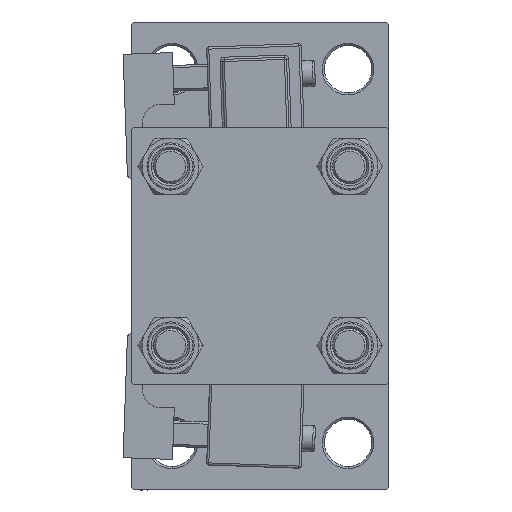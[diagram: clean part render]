
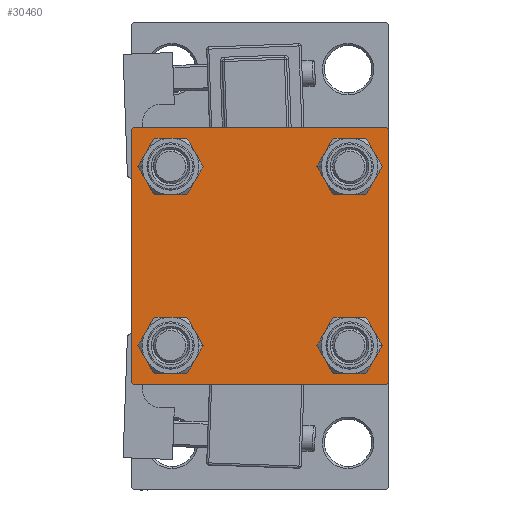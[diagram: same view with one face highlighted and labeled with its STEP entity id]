
A CAD part, left-side view. The second image highlights one B-rep face of the part: STEP entity #30460.
In plain terms, the highlighted planar face has unit normal (-1, 0, 0).
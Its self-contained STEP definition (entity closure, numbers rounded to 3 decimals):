
#104 = DIRECTION ( 'NONE',  ( 1., 0., 0. ) ) ;
#232 = CARTESIAN_POINT ( 'NONE',  ( 0., 29.75, 29.75 ) ) ;
#1156 = VERTEX_POINT ( 'NONE', #48147 ) ;
#1266 = EDGE_CURVE ( 'NONE', #49005, #30573, #37216, .T. ) ;
#1479 = EDGE_CURVE ( 'NONE', #22286, #1938, #34278, .T. ) ;
#1938 = VERTEX_POINT ( 'NONE', #40153 ) ;
#2019 = CIRCLE ( 'NONE', #3674, 4.5 ) ;
#2081 = ORIENTED_EDGE ( 'NONE', *, *, #34578, .T. ) ;
#2421 = DIRECTION ( 'NONE',  ( 0., 0., 1. ) ) ;
#2595 = ORIENTED_EDGE ( 'NONE', *, *, #36316, .T. ) ;
#2924 = AXIS2_PLACEMENT_3D ( 'NONE', #3893, #50700, #38989 ) ;
#3142 = CARTESIAN_POINT ( 'NONE',  ( 0., 20.85, -20.85 ) ) ;
#3510 = DIRECTION ( 'NONE',  ( 0., -0.707, 0.707 ) ) ;
#3674 = AXIS2_PLACEMENT_3D ( 'NONE', #32057, #104, #31798 ) ;
#3893 = CARTESIAN_POINT ( 'NONE',  ( 0., -20.85, 20.85 ) ) ;
#3911 = CARTESIAN_POINT ( 'NONE',  ( 0., 20.85, -20.85 ) ) ;
#4028 = ORIENTED_EDGE ( 'NONE', *, *, #49672, .T. ) ;
#4122 = DIRECTION ( 'NONE',  ( 1., 0., 0. ) ) ;
#4813 = CARTESIAN_POINT ( 'NONE',  ( 0., -29.5, -30. ) ) ;
#5324 = ORIENTED_EDGE ( 'NONE', *, *, #32629, .T. ) ;
#5478 = CARTESIAN_POINT ( 'NONE',  ( 0., -20.85, 25.35 ) ) ;
#5819 = VERTEX_POINT ( 'NONE', #31176 ) ;
#5912 = EDGE_CURVE ( 'NONE', #5819, #1156, #8037, .T. ) ;
#5998 = FACE_BOUND ( 'NONE', #45150, .T. ) ;
#6035 = DIRECTION ( 'NONE',  ( 0., 0., 1. ) ) ;
#8037 = LINE ( 'NONE', #232, #37291 ) ;
#8217 = DIRECTION ( 'NONE',  ( 0., 0., -1. ) ) ;
#8339 = CARTESIAN_POINT ( 'NONE',  ( 0., 20.85, 16.35 ) ) ;
#9160 = ORIENTED_EDGE ( 'NONE', *, *, #10077, .T. ) ;
#9673 = EDGE_LOOP ( 'NONE', ( #13082, #46936, #4028, #44792, #9991, #5324, #11201, #12423 ) ) ;
#9865 = VECTOR ( 'NONE', #10136, 1000. ) ;
#9991 = ORIENTED_EDGE ( 'NONE', *, *, #36552, .F. ) ;
#10077 = EDGE_CURVE ( 'NONE', #30314, #14062, #36597, .T. ) ;
#10136 = DIRECTION ( 'NONE',  ( 0., -0.707, -0.707 ) ) ;
#10152 = DIRECTION ( 'NONE',  ( -1., 0., 0. ) ) ;
#10450 = ORIENTED_EDGE ( 'NONE', *, *, #26904, .T. ) ;
#10721 = DIRECTION ( 'NONE',  ( 0., 0., 1. ) ) ;
#11129 = VERTEX_POINT ( 'NONE', #37449 ) ;
#11201 = ORIENTED_EDGE ( 'NONE', *, *, #29663, .F. ) ;
#11883 = CARTESIAN_POINT ( 'NONE',  ( 0., -30., 29.5 ) ) ;
#12423 = ORIENTED_EDGE ( 'NONE', *, *, #5912, .T. ) ;
#12847 = VECTOR ( 'NONE', #31673, 1000. ) ;
#13082 = ORIENTED_EDGE ( 'NONE', *, *, #30468, .T. ) ;
#13457 = CARTESIAN_POINT ( 'NONE',  ( 0., 20.85, -16.35 ) ) ;
#14061 = PLANE ( 'NONE',  #20189 ) ;
#14062 = VERTEX_POINT ( 'NONE', #23270 ) ;
#14578 = CARTESIAN_POINT ( 'NONE',  ( 0., -30., 30. ) ) ;
#14903 = CARTESIAN_POINT ( 'NONE',  ( 0., -20.85, -20.85 ) ) ;
#15372 = EDGE_LOOP ( 'NONE', ( #29552, #10450 ) ) ;
#16469 = EDGE_CURVE ( 'NONE', #30243, #18785, #20140, .T. ) ;
#16551 = CARTESIAN_POINT ( 'NONE',  ( 0., 30., 30. ) ) ;
#17737 = DIRECTION ( 'NONE',  ( 0., 0., -1. ) ) ;
#18023 = DIRECTION ( 'NONE',  ( 0., -1., 0. ) ) ;
#18258 = DIRECTION ( 'NONE',  ( 1., 0., 0. ) ) ;
#18366 = LINE ( 'NONE', #37839, #33575 ) ;
#18785 = VERTEX_POINT ( 'NONE', #21452 ) ;
#18979 = CARTESIAN_POINT ( 'NONE',  ( 0., 20.85, -25.35 ) ) ;
#20140 = CIRCLE ( 'NONE', #22668, 4.5 ) ;
#20189 = AXIS2_PLACEMENT_3D ( 'NONE', #45761, #10152, #26008 ) ;
#20777 = LINE ( 'NONE', #40259, #12847 ) ;
#20857 = AXIS2_PLACEMENT_3D ( 'NONE', #46075, #29963, #10721 ) ;
#21400 = CARTESIAN_POINT ( 'NONE',  ( 0., -29.5, 30. ) ) ;
#21452 = CARTESIAN_POINT ( 'NONE',  ( 0., 20.85, 25.35 ) ) ;
#21851 = FACE_BOUND ( 'NONE', #47116, .T. ) ;
#21871 = VECTOR ( 'NONE', #8217, 1000. ) ;
#22286 = VERTEX_POINT ( 'NONE', #27105 ) ;
#22668 = AXIS2_PLACEMENT_3D ( 'NONE', #38705, #34546, #51439 ) ;
#23270 = CARTESIAN_POINT ( 'NONE',  ( 0., -20.85, 16.35 ) ) ;
#23787 = VERTEX_POINT ( 'NONE', #4813 ) ;
#25006 = VERTEX_POINT ( 'NONE', #21400 ) ;
#25349 = CIRCLE ( 'NONE', #2924, 4.5 ) ;
#25560 = EDGE_CURVE ( 'NONE', #38098, #11129, #34201, .T. ) ;
#26008 = DIRECTION ( 'NONE',  ( 0., 0., 1. ) ) ;
#26411 = CARTESIAN_POINT ( 'NONE',  ( 0., -20.85, -16.35 ) ) ;
#26515 = LINE ( 'NONE', #16551, #21871 ) ;
#26904 = EDGE_CURVE ( 'NONE', #30573, #49005, #34315, .T. ) ;
#27063 = DIRECTION ( 'NONE',  ( 1., 0., 0. ) ) ;
#27105 = CARTESIAN_POINT ( 'NONE',  ( 0., 30., -29.5 ) ) ;
#27162 = LINE ( 'NONE', #39364, #44702 ) ;
#28739 = CIRCLE ( 'NONE', #30419, 4.5 ) ;
#29270 = DIRECTION ( 'NONE',  ( 0., 0.707, 0.707 ) ) ;
#29475 = EDGE_CURVE ( 'NONE', #18785, #30243, #2019, .T. ) ;
#29552 = ORIENTED_EDGE ( 'NONE', *, *, #1266, .T. ) ;
#29663 = EDGE_CURVE ( 'NONE', #5819, #25006, #20777, .T. ) ;
#29963 = DIRECTION ( 'NONE',  ( 1., 0., 0. ) ) ;
#29991 = ORIENTED_EDGE ( 'NONE', *, *, #25560, .T. ) ;
#30243 = VERTEX_POINT ( 'NONE', #8339 ) ;
#30314 = VERTEX_POINT ( 'NONE', #5478 ) ;
#30386 = CARTESIAN_POINT ( 'NONE',  ( 0., 29.75, -29.75 ) ) ;
#30419 = AXIS2_PLACEMENT_3D ( 'NONE', #14903, #30728, #2421 ) ;
#30460 = ADVANCED_FACE ( 'NONE', ( #5998, #21851, #37687, #49654, #49905 ), #14061, .T. ) ;
#30468 = EDGE_CURVE ( 'NONE', #1156, #22286, #26515, .T. ) ;
#30573 = VERTEX_POINT ( 'NONE', #18979 ) ;
#30728 = DIRECTION ( 'NONE',  ( 1., 0., 0. ) ) ;
#31176 = CARTESIAN_POINT ( 'NONE',  ( 0., 29.5, 30. ) ) ;
#31673 = DIRECTION ( 'NONE',  ( 0., -1., 0. ) ) ;
#31702 = DIRECTION ( 'NONE',  ( 0., 0., 1. ) ) ;
#31798 = DIRECTION ( 'NONE',  ( 0., 0., 1. ) ) ;
#31893 = CARTESIAN_POINT ( 'NONE',  ( 0., -30., -29.5 ) ) ;
#31940 = VECTOR ( 'NONE', #18023, 1000. ) ;
#32057 = CARTESIAN_POINT ( 'NONE',  ( 0., 20.85, 20.85 ) ) ;
#32629 = EDGE_CURVE ( 'NONE', #33580, #25006, #18366, .T. ) ;
#33546 = LINE ( 'NONE', #14578, #44523 ) ;
#33575 = VECTOR ( 'NONE', #29270, 1000. ) ;
#33580 = VERTEX_POINT ( 'NONE', #11883 ) ;
#34201 = CIRCLE ( 'NONE', #45878, 4.5 ) ;
#34278 = LINE ( 'NONE', #30386, #9865 ) ;
#34315 = CIRCLE ( 'NONE', #37622, 4.5 ) ;
#34546 = DIRECTION ( 'NONE',  ( 1., 0., 0. ) ) ;
#34578 = EDGE_CURVE ( 'NONE', #14062, #30314, #25349, .T. ) ;
#36061 = DIRECTION ( 'NONE',  ( 0., 0., 1. ) ) ;
#36289 = EDGE_LOOP ( 'NONE', ( #45989, #44466 ) ) ;
#36316 = EDGE_CURVE ( 'NONE', #11129, #38098, #28739, .T. ) ;
#36552 = EDGE_CURVE ( 'NONE', #33580, #48911, #33546, .T. ) ;
#36597 = CIRCLE ( 'NONE', #20857, 4.5 ) ;
#37216 = CIRCLE ( 'NONE', #50513, 4.5 ) ;
#37291 = VECTOR ( 'NONE', #47792, 1000. ) ;
#37449 = CARTESIAN_POINT ( 'NONE',  ( 0., -20.85, -25.35 ) ) ;
#37622 = AXIS2_PLACEMENT_3D ( 'NONE', #3142, #18258, #6035 ) ;
#37687 = FACE_BOUND ( 'NONE', #15372, .T. ) ;
#37839 = CARTESIAN_POINT ( 'NONE',  ( 0., -29.75, 29.75 ) ) ;
#38098 = VERTEX_POINT ( 'NONE', #26411 ) ;
#38705 = CARTESIAN_POINT ( 'NONE',  ( 0., 20.85, 20.85 ) ) ;
#38752 = LINE ( 'NONE', #42928, #31940 ) ;
#38989 = DIRECTION ( 'NONE',  ( 0., 0., 1. ) ) ;
#39364 = CARTESIAN_POINT ( 'NONE',  ( 0., -29.75, -29.75 ) ) ;
#40153 = CARTESIAN_POINT ( 'NONE',  ( 0., 29.5, -30. ) ) ;
#40259 = CARTESIAN_POINT ( 'NONE',  ( 0., 30., 30. ) ) ;
#42928 = CARTESIAN_POINT ( 'NONE',  ( 0., 30., -30. ) ) ;
#44034 = EDGE_CURVE ( 'NONE', #23787, #48911, #27162, .T. ) ;
#44142 = CARTESIAN_POINT ( 'NONE',  ( 0., -20.85, -20.85 ) ) ;
#44466 = ORIENTED_EDGE ( 'NONE', *, *, #16469, .T. ) ;
#44523 = VECTOR ( 'NONE', #17737, 1000. ) ;
#44702 = VECTOR ( 'NONE', #3510, 1000. ) ;
#44792 = ORIENTED_EDGE ( 'NONE', *, *, #44034, .T. ) ;
#45150 = EDGE_LOOP ( 'NONE', ( #9160, #2081 ) ) ;
#45761 = CARTESIAN_POINT ( 'NONE',  ( 0., 0., 0. ) ) ;
#45878 = AXIS2_PLACEMENT_3D ( 'NONE', #44142, #4122, #36061 ) ;
#45989 = ORIENTED_EDGE ( 'NONE', *, *, #29475, .T. ) ;
#46075 = CARTESIAN_POINT ( 'NONE',  ( 0., -20.85, 20.85 ) ) ;
#46936 = ORIENTED_EDGE ( 'NONE', *, *, #1479, .T. ) ;
#47116 = EDGE_LOOP ( 'NONE', ( #29991, #2595 ) ) ;
#47792 = DIRECTION ( 'NONE',  ( 0., 0.707, -0.707 ) ) ;
#48147 = CARTESIAN_POINT ( 'NONE',  ( 0., 30., 29.5 ) ) ;
#48911 = VERTEX_POINT ( 'NONE', #31893 ) ;
#49005 = VERTEX_POINT ( 'NONE', #13457 ) ;
#49654 = FACE_BOUND ( 'NONE', #36289, .T. ) ;
#49672 = EDGE_CURVE ( 'NONE', #1938, #23787, #38752, .T. ) ;
#49905 = FACE_OUTER_BOUND ( 'NONE', #9673, .T. ) ;
#50513 = AXIS2_PLACEMENT_3D ( 'NONE', #3911, #27063, #31702 ) ;
#50700 = DIRECTION ( 'NONE',  ( 1., 0., 0. ) ) ;
#51439 = DIRECTION ( 'NONE',  ( 0., 0., 1. ) ) ;
